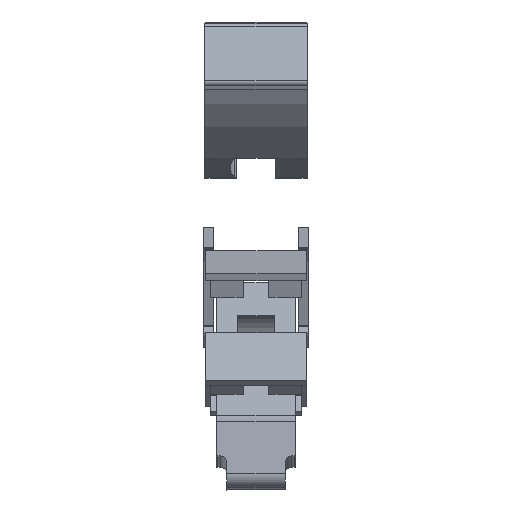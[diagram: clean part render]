
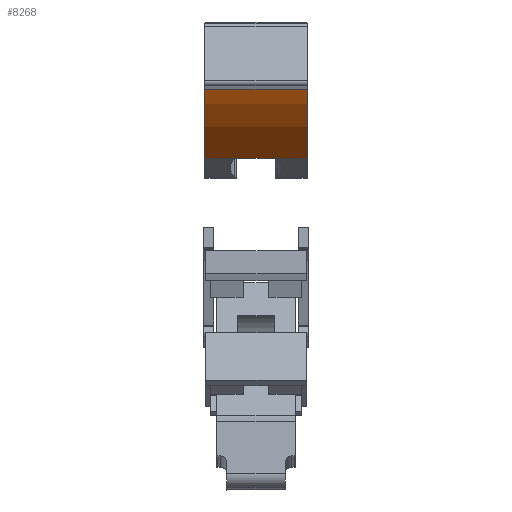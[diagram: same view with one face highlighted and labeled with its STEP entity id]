
A CAD part, front view. The second image highlights one B-rep face of the part: STEP entity #8268.
In plain terms, the highlighted cylindrical face has radius 35.349 mm (diameter 70.698 mm), a partial arc.
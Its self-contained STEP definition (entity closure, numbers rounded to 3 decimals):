
#8255=AXIS2_PLACEMENT_3D('Cylinder Axis2P3D',#8252,#8253,#8254) ;
#5933=CARTESIAN_POINT('Vertex',(8.,54.032,30.994)) ;
#5937=CARTESIAN_POINT('Control Point',(8.,54.032,30.994)) ;
#5938=CARTESIAN_POINT('Control Point',(8.,56.973,30.524)) ;
#5939=CARTESIAN_POINT('Control Point',(8.,59.864,29.744)) ;
#5940=CARTESIAN_POINT('Control Point',(8.,62.663,28.661)) ;
#5941=CARTESIAN_POINT('Control Point',(8.,65.327,27.292)) ;
#5942=CARTESIAN_POINT('Control Point',(8.,67.818,25.661)) ;
#5943=CARTESIAN_POINT('Vertex',(8.,67.818,25.661)) ;
#6037=CARTESIAN_POINT('Vertex',(0.1,67.818,25.661)) ;
#6043=CARTESIAN_POINT('Control Point',(0.1,54.032,30.994)) ;
#6044=CARTESIAN_POINT('Control Point',(0.1,56.973,30.524)) ;
#6045=CARTESIAN_POINT('Control Point',(0.1,59.864,29.744)) ;
#6046=CARTESIAN_POINT('Control Point',(0.1,62.663,28.661)) ;
#6047=CARTESIAN_POINT('Control Point',(0.1,65.327,27.292)) ;
#6048=CARTESIAN_POINT('Control Point',(0.1,67.818,25.661)) ;
#6049=CARTESIAN_POINT('Vertex',(0.1,54.032,30.994)) ;
#8240=CARTESIAN_POINT('Line Origine',(4.05,54.032,30.994)) ;
#8252=CARTESIAN_POINT('Axis2P3D Location',(4.05,48.452,-3.912)) ;
#8257=CARTESIAN_POINT('Line Origine',(4.05,67.818,25.661)) ;
#8241=DIRECTION('Vector Direction',(-1.,0.,0.)) ;
#8253=DIRECTION('Axis2P3D Direction',(-1.,0.,0.)) ;
#8254=DIRECTION('Axis2P3D XDirection',(0.,0.158,0.987)) ;
#8258=DIRECTION('Vector Direction',(-1.,0.,0.)) ;
#8242=VECTOR('Line Direction',#8241,1.) ;
#8259=VECTOR('Line Direction',#8258,1.) ;
#8263=ORIENTED_EDGE('',*,*,#8244,.F.) ;
#8264=ORIENTED_EDGE('',*,*,#6051,.T.) ;
#8265=ORIENTED_EDGE('',*,*,#8261,.T.) ;
#8266=ORIENTED_EDGE('',*,*,#5945,.F.) ;
#8268=ADVANCED_FACE('DTLV_TTB_6_PLM001323.1\\DI_Lever_plastic',(#8267),#8256,.F.) ;
#5936=B_SPLINE_CURVE_WITH_KNOTS('',5,(#5937,#5938,#5939,#5940,#5941,#5942),.UNSPECIFIED.,.F.,.U.,(6,6),(0.,21.099),.UNSPECIFIED.) ;
#6042=B_SPLINE_CURVE_WITH_KNOTS('',5,(#6043,#6044,#6045,#6046,#6047,#6048),.UNSPECIFIED.,.F.,.U.,(6,6),(0.,21.099),.UNSPECIFIED.) ;
#8256=CYLINDRICAL_SURFACE('generated cylinder',#8255,35.349) ;
#5945=EDGE_CURVE('',#5934,#5944,#5936,.T.) ;
#6051=EDGE_CURVE('',#6050,#6038,#6042,.T.) ;
#8244=EDGE_CURVE('',#6050,#5934,#8243,.F.) ;
#8261=EDGE_CURVE('',#6038,#5944,#8260,.F.) ;
#8262=EDGE_LOOP('',(#8263,#8264,#8265,#8266)) ;
#8267=FACE_OUTER_BOUND('',#8262,.T.) ;
#8243=LINE('Line',#8240,#8242) ;
#8260=LINE('Line',#8257,#8259) ;
#5934=VERTEX_POINT('',#5933) ;
#5944=VERTEX_POINT('',#5943) ;
#6038=VERTEX_POINT('',#6037) ;
#6050=VERTEX_POINT('',#6049) ;
